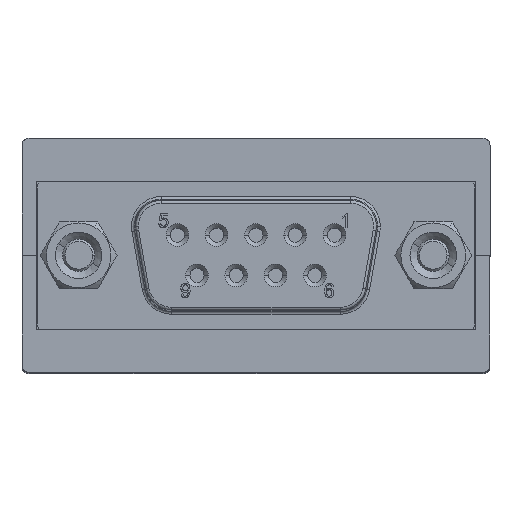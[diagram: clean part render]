
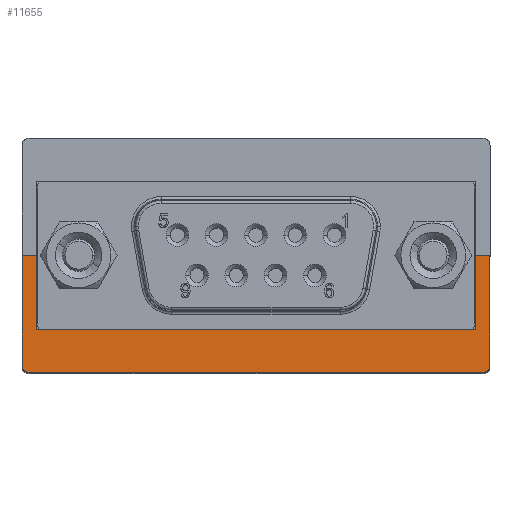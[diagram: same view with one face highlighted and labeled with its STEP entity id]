
A CAD part, top view. The second image highlights one B-rep face of the part: STEP entity #11655.
In plain terms, the highlighted face is planar.
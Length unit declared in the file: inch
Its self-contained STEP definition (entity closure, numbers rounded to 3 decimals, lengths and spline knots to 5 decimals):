
#72 = EDGE_CURVE ( 'NONE', #5124, #24027, #6546, .T. ) ;
#424 = DIRECTION ( 'NONE',  ( 0., 1., 0. ) ) ;
#773 = CARTESIAN_POINT ( 'NONE',  ( -1.04134, -0.3248, -0.61024 ) ) ;
#783 = ORIENTED_EDGE ( 'NONE', *, *, #1545, .F. ) ;
#788 = VERTEX_POINT ( 'NONE', #20811 ) ;
#826 = DIRECTION ( 'NONE',  ( 0., 0., 1. ) ) ;
#1260 = CARTESIAN_POINT ( 'NONE',  ( -1.04134, -0.01969, -0.62992 ) ) ;
#1545 = EDGE_CURVE ( 'NONE', #19214, #1835, #16577, .T. ) ;
#1709 = CARTESIAN_POINT ( 'NONE',  ( -1.04134, -0.07283, -0.61024 ) ) ;
#1835 = VERTEX_POINT ( 'NONE', #25300 ) ;
#2277 = AXIS2_PLACEMENT_3D ( 'NONE', #21812, #3378, #5438 ) ;
#2346 = CARTESIAN_POINT ( 'NONE',  ( -1.04134, -0.3248, 0.64961 ) ) ;
#2437 = LINE ( 'NONE', #13576, #13114 ) ;
#2620 = CIRCLE ( 'NONE', #2277, 0.01969 ) ;
#2687 = AXIS2_PLACEMENT_3D ( 'NONE', #1260, #3265, #20176 ) ;
#3210 = VERTEX_POINT ( 'NONE', #7047 ) ;
#3265 = DIRECTION ( 'NONE',  ( -1., 0., 0. ) ) ;
#3274 = DIRECTION ( 'NONE',  ( 0., 0., 1. ) ) ;
#3277 = LINE ( 'NONE', #9089, #25402 ) ;
#3378 = DIRECTION ( 'NONE',  ( -1., 0., 0. ) ) ;
#4318 = VECTOR ( 'NONE', #25456, 39.37008 ) ;
#5124 = VERTEX_POINT ( 'NONE', #11585 ) ;
#5438 = DIRECTION ( 'NONE',  ( 0., 0., 1. ) ) ;
#6546 = LINE ( 'NONE', #13226, #4318 ) ;
#7041 = LINE ( 'NONE', #1709, #23643 ) ;
#7047 = CARTESIAN_POINT ( 'NONE',  ( -1.04134, -0.3248, 0.64961 ) ) ;
#7110 = VECTOR ( 'NONE', #7646, 39.37008 ) ;
#7522 = EDGE_CURVE ( 'NONE', #24027, #3210, #3277, .T. ) ;
#7646 = DIRECTION ( 'NONE',  ( 0., 1., 0. ) ) ;
#7740 = ORIENTED_EDGE ( 'NONE', *, *, #21912, .T. ) ;
#7868 = ORIENTED_EDGE ( 'NONE', *, *, #8897, .T. ) ;
#7890 = VERTEX_POINT ( 'NONE', #16806 ) ;
#8099 = VERTEX_POINT ( 'NONE', #9516 ) ;
#8897 = EDGE_CURVE ( 'NONE', #7890, #1835, #19181, .T. ) ;
#9089 = CARTESIAN_POINT ( 'NONE',  ( -1.04134, -0.3248, -0.64961 ) ) ;
#9160 = PLANE ( 'NONE',  #21180 ) ;
#9516 = CARTESIAN_POINT ( 'NONE',  ( -1.04134, -0.12008, -0.61024 ) ) ;
#10251 = ORIENTED_EDGE ( 'NONE', *, *, #21838, .F. ) ;
#10776 = VERTEX_POINT ( 'NONE', #21200 ) ;
#11191 = CARTESIAN_POINT ( 'NONE',  ( -1.04134, -0.3248, 0.61024 ) ) ;
#11585 = CARTESIAN_POINT ( 'NONE',  ( -1.04134, -0.12008, 0.61024 ) ) ;
#11655 = ADVANCED_FACE ( 'NONE', ( #13516 ), #9160, .T. ) ;
#12606 = DIRECTION ( 'NONE',  ( 0., 0., 1. ) ) ;
#13114 = VECTOR ( 'NONE', #3274, 39.37008 ) ;
#13226 = CARTESIAN_POINT ( 'NONE',  ( -1.04134, -0.07283, 0.61024 ) ) ;
#13235 = EDGE_CURVE ( 'NONE', #19214, #18948, #2437, .T. ) ;
#13516 = FACE_OUTER_BOUND ( 'NONE', #19673, .T. ) ;
#13576 = CARTESIAN_POINT ( 'NONE',  ( -1.04134, -0.3248, -0.64961 ) ) ;
#13655 = LINE ( 'NONE', #16816, #24101 ) ;
#13997 = EDGE_CURVE ( 'NONE', #7890, #788, #14365, .T. ) ;
#14365 = LINE ( 'NONE', #21003, #16010 ) ;
#14859 = ORIENTED_EDGE ( 'NONE', *, *, #7522, .T. ) ;
#14880 = CARTESIAN_POINT ( 'NONE',  ( -1.04134, -0.3248, -0.64961 ) ) ;
#15387 = ORIENTED_EDGE ( 'NONE', *, *, #13235, .T. ) ;
#16010 = VECTOR ( 'NONE', #18991, 39.37008 ) ;
#16491 = DIRECTION ( 'NONE',  ( 0., -1., 0. ) ) ;
#16577 = LINE ( 'NONE', #20032, #7110 ) ;
#16806 = CARTESIAN_POINT ( 'NONE',  ( -1.04134, 0., -0.62992 ) ) ;
#16816 = CARTESIAN_POINT ( 'NONE',  ( -1.04134, -0.12008, 0.61024 ) ) ;
#16960 = ORIENTED_EDGE ( 'NONE', *, *, #19226, .T. ) ;
#17472 = LINE ( 'NONE', #2346, #18137 ) ;
#18137 = VECTOR ( 'NONE', #424, 39.37008 ) ;
#18948 = VERTEX_POINT ( 'NONE', #773 ) ;
#18991 = DIRECTION ( 'NONE',  ( 0., 0., 1. ) ) ;
#19181 = CIRCLE ( 'NONE', #2687, 0.01969 ) ;
#19214 = VERTEX_POINT ( 'NONE', #14880 ) ;
#19226 = EDGE_CURVE ( 'NONE', #8099, #5124, #13655, .T. ) ;
#19288 = DIRECTION ( 'NONE',  ( 0., 0., 1. ) ) ;
#19626 = DIRECTION ( 'NONE',  ( -1., 0., 0. ) ) ;
#19673 = EDGE_LOOP ( 'NONE', ( #24000, #7868, #783, #15387, #10251, #16960, #24144, #14859, #7740, #24780 ) ) ;
#20032 = CARTESIAN_POINT ( 'NONE',  ( -1.04134, -0.3248, -0.64961 ) ) ;
#20176 = DIRECTION ( 'NONE',  ( 0., 0., 1. ) ) ;
#20811 = CARTESIAN_POINT ( 'NONE',  ( -1.04134, 0., 0.62992 ) ) ;
#21003 = CARTESIAN_POINT ( 'NONE',  ( -1.04134, 0., -0.64961 ) ) ;
#21180 = AXIS2_PLACEMENT_3D ( 'NONE', #21547, #19626, #826 ) ;
#21200 = CARTESIAN_POINT ( 'NONE',  ( -1.04134, -0.01969, 0.64961 ) ) ;
#21547 = CARTESIAN_POINT ( 'NONE',  ( -1.04134, -0.3248, -0.64961 ) ) ;
#21812 = CARTESIAN_POINT ( 'NONE',  ( -1.04134, -0.01969, 0.62992 ) ) ;
#21838 = EDGE_CURVE ( 'NONE', #8099, #18948, #7041, .T. ) ;
#21912 = EDGE_CURVE ( 'NONE', #3210, #10776, #17472, .T. ) ;
#23643 = VECTOR ( 'NONE', #16491, 39.37008 ) ;
#24000 = ORIENTED_EDGE ( 'NONE', *, *, #13997, .F. ) ;
#24027 = VERTEX_POINT ( 'NONE', #11191 ) ;
#24101 = VECTOR ( 'NONE', #12606, 39.37008 ) ;
#24144 = ORIENTED_EDGE ( 'NONE', *, *, #72, .T. ) ;
#24780 = ORIENTED_EDGE ( 'NONE', *, *, #25556, .T. ) ;
#25300 = CARTESIAN_POINT ( 'NONE',  ( -1.04134, -0.01969, -0.64961 ) ) ;
#25402 = VECTOR ( 'NONE', #19288, 39.37008 ) ;
#25456 = DIRECTION ( 'NONE',  ( 0., -1., 0. ) ) ;
#25556 = EDGE_CURVE ( 'NONE', #10776, #788, #2620, .T. ) ;
